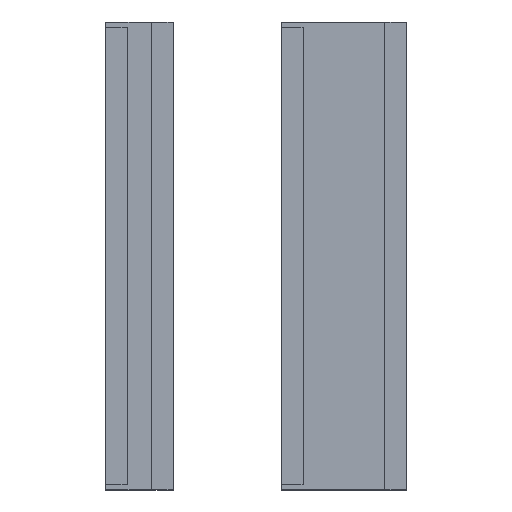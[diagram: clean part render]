
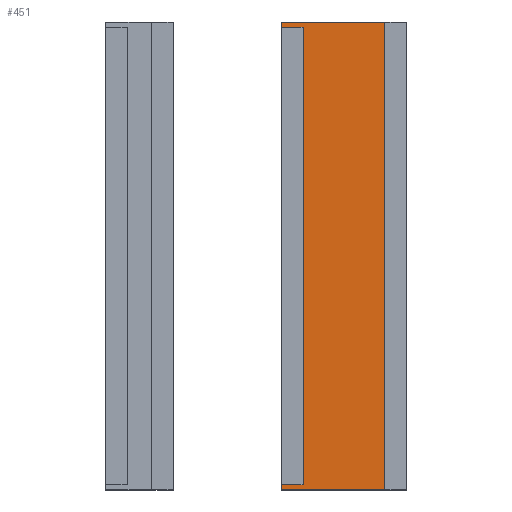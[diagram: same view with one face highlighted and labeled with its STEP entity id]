
A CAD part, top view. The second image highlights one B-rep face of the part: STEP entity #451.
In plain terms, the highlighted planar face has unit normal (0, 0, 1).
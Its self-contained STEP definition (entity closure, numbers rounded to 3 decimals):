
#39=FACE_OUTER_BOUND('',#63,.T.);
#63=EDGE_LOOP('',(#393,#394,#395,#396,#397,#398,#399,#400));
#101=LINE('',#679,#161);
#104=LINE('',#687,#164);
#113=LINE('',#705,#173);
#116=LINE('',#710,#176);
#117=LINE('',#713,#177);
#120=LINE('',#718,#180);
#121=LINE('',#720,#181);
#124=LINE('',#724,#184);
#161=VECTOR('',#558,10.);
#164=VECTOR('',#563,10.);
#173=VECTOR('',#578,10.);
#176=VECTOR('',#583,10.);
#177=VECTOR('',#586,10.);
#180=VECTOR('',#591,10.);
#181=VECTOR('',#592,10.);
#184=VECTOR('',#597,10.);
#209=VERTEX_POINT('',#675);
#210=VERTEX_POINT('',#677);
#213=VERTEX_POINT('',#684);
#214=VERTEX_POINT('',#686);
#220=VERTEX_POINT('',#704);
#221=VERTEX_POINT('',#708);
#222=VERTEX_POINT('',#712);
#224=VERTEX_POINT('',#719);
#261=EDGE_CURVE('',#209,#210,#101,.T.);
#264=EDGE_CURVE('',#214,#213,#104,.T.);
#273=EDGE_CURVE('',#220,#214,#113,.T.);
#276=EDGE_CURVE('',#210,#221,#116,.T.);
#277=EDGE_CURVE('',#222,#209,#117,.T.);
#280=EDGE_CURVE('',#221,#220,#120,.T.);
#281=EDGE_CURVE('',#224,#222,#121,.T.);
#284=EDGE_CURVE('',#213,#224,#124,.T.);
#393=ORIENTED_EDGE('',*,*,#284,.T.);
#394=ORIENTED_EDGE('',*,*,#281,.T.);
#395=ORIENTED_EDGE('',*,*,#277,.T.);
#396=ORIENTED_EDGE('',*,*,#261,.T.);
#397=ORIENTED_EDGE('',*,*,#276,.T.);
#398=ORIENTED_EDGE('',*,*,#280,.T.);
#399=ORIENTED_EDGE('',*,*,#273,.T.);
#400=ORIENTED_EDGE('',*,*,#264,.T.);
#427=PLANE('',#490);
#451=ADVANCED_FACE('',(#39),#427,.T.);
#490=AXIS2_PLACEMENT_3D('',#725,#598,#599);
#558=DIRECTION('',(0.,-1.,0.));
#563=DIRECTION('',(0.,1.,0.));
#578=DIRECTION('',(1.,0.,0.));
#583=DIRECTION('',(-1.,0.,0.));
#586=DIRECTION('',(1.,0.,0.));
#591=DIRECTION('',(0.,-1.,0.));
#592=DIRECTION('',(0.,-1.,0.));
#597=DIRECTION('',(-1.,0.,0.));
#598=DIRECTION('center_axis',(0.,0.,1.));
#599=DIRECTION('ref_axis',(1.,0.,0.));
#675=CARTESIAN_POINT('',(104.356,172.282,10.));
#677=CARTESIAN_POINT('',(104.356,3.339,10.));
#679=CARTESIAN_POINT('',(104.356,174.282,10.));
#684=CARTESIAN_POINT('',(134.591,174.282,10.));
#686=CARTESIAN_POINT('',(134.591,1.339,10.));
#687=CARTESIAN_POINT('',(134.591,174.282,10.));
#704=CARTESIAN_POINT('',(96.356,1.339,10.));
#705=CARTESIAN_POINT('',(96.356,1.339,10.));
#708=CARTESIAN_POINT('',(96.356,3.339,10.));
#710=CARTESIAN_POINT('',(96.356,3.339,10.));
#712=CARTESIAN_POINT('',(96.356,172.282,10.));
#713=CARTESIAN_POINT('',(96.356,172.282,10.));
#718=CARTESIAN_POINT('',(96.356,174.282,10.));
#719=CARTESIAN_POINT('',(96.356,174.282,10.));
#720=CARTESIAN_POINT('',(96.356,174.282,10.));
#724=CARTESIAN_POINT('',(96.356,174.282,10.));
#725=CARTESIAN_POINT('Origin',(86.973,87.81,10.));
